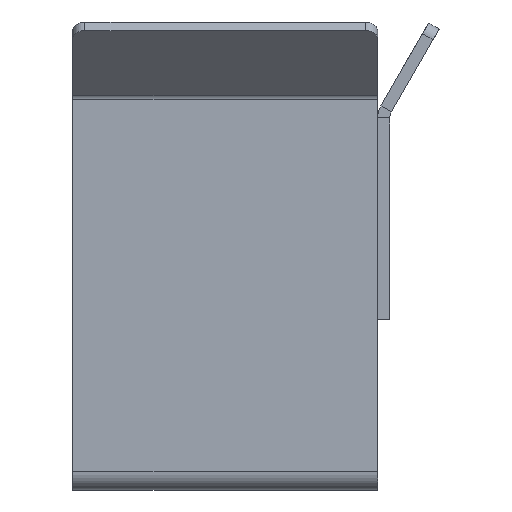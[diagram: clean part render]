
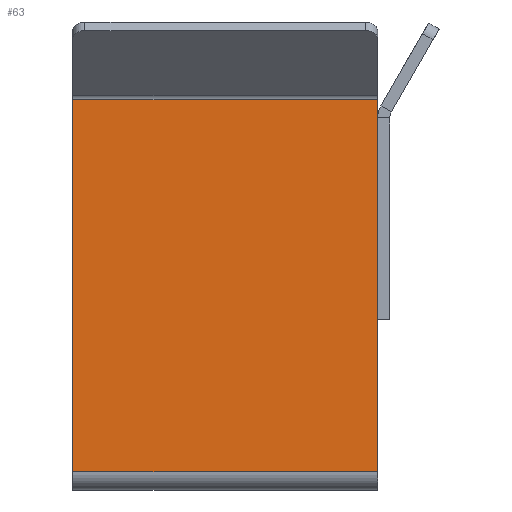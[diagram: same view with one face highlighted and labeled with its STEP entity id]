
A CAD part, left-side view. The second image highlights one B-rep face of the part: STEP entity #63.
In plain terms, the highlighted planar face has unit normal (-1, 0, 0).
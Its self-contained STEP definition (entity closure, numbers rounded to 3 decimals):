
#63=ADVANCED_FACE('',(#322),#324,.T.);
#322=FACE_BOUND('',#323,.T.);
#323=EDGE_LOOP('',(#1707,#1708,#1709,#1710));
#324=PLANE('',#325);
#325=AXIS2_PLACEMENT_3D('',#326,#327,#328);
#326=CARTESIAN_POINT('',(-72.5,100.,128.015));
#327=DIRECTION('',(-1.,-0.,-0.));
#328=DIRECTION('',(0.,0.,-1.));
#1707=ORIENTED_EDGE('',*,*,#2730,.T.);
#1708=ORIENTED_EDGE('',*,*,#2731,.T.);
#1709=ORIENTED_EDGE('',*,*,#2687,.F.);
#1710=ORIENTED_EDGE('',*,*,#2732,.F.);
#2687=EDGE_CURVE('',#3210,#3212,#3213,.T.);
#2730=EDGE_CURVE('',#3286,#3287,#3288,.T.);
#2731=EDGE_CURVE('',#3287,#3212,#3289,.T.);
#2732=EDGE_CURVE('',#3286,#3210,#3290,.T.);
#3210=VERTEX_POINT('',#4068);
#3212=VERTEX_POINT('',#4072);
#3213=LINE('',#4073,#4074);
#3286=VERTEX_POINT('',#4240);
#3287=VERTEX_POINT('',#4241);
#3288=LINE('',#4242,#4243);
#3289=LINE('',#4245,#4246);
#3290=LINE('',#4248,#4249);
#4068=CARTESIAN_POINT('',(-72.5,0.,128.015));
#4072=CARTESIAN_POINT('',(-72.5,0.,6.));
#4073=CARTESIAN_POINT('',(-72.5,0.,128.015));
#4074=VECTOR('',#4075,1.);
#4075=DIRECTION('',(0.,0.,-1.));
#4240=CARTESIAN_POINT('',(-72.5,100.,128.015));
#4241=CARTESIAN_POINT('',(-72.5,100.,6.));
#4242=CARTESIAN_POINT('',(-72.5,100.,128.015));
#4243=VECTOR('',#4244,1.);
#4244=DIRECTION('',(0.,0.,-1.));
#4245=CARTESIAN_POINT('',(-72.5,100.,6.));
#4246=VECTOR('',#4247,1.);
#4247=DIRECTION('',(0.,-1.,0.));
#4248=CARTESIAN_POINT('',(-72.5,100.,128.015));
#4249=VECTOR('',#4250,1.);
#4250=DIRECTION('',(0.,-1.,0.));
